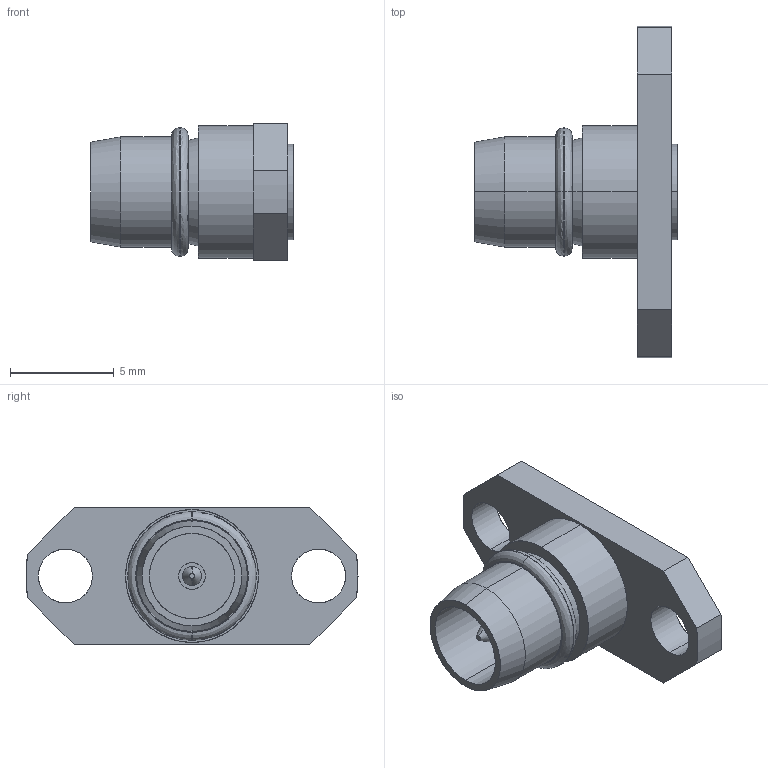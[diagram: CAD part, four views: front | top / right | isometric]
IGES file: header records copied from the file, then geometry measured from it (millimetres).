
Start section: SolidWorks IGES file using analytic representation for surfaces
Global section: file name: R128.481.011A.IGS; native system: SolidWorks 2011; preprocessor: SolidWorks 2011; author: RAYMOND_G; date: 130304.103059; units: millimetre
Bounding box: 9.78 x 16 x 6.6 mm (x, y, z)
Surface area: 526.1 mm2 (no closed solid volume)
Topology: 0 solids, 0 shells, 88 faces, 1286 edges, 1286 vertices
Faces by surface type: revolution 52, bspline 36
